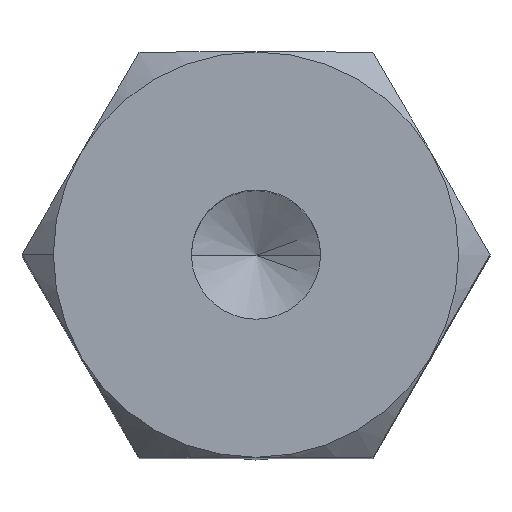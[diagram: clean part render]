
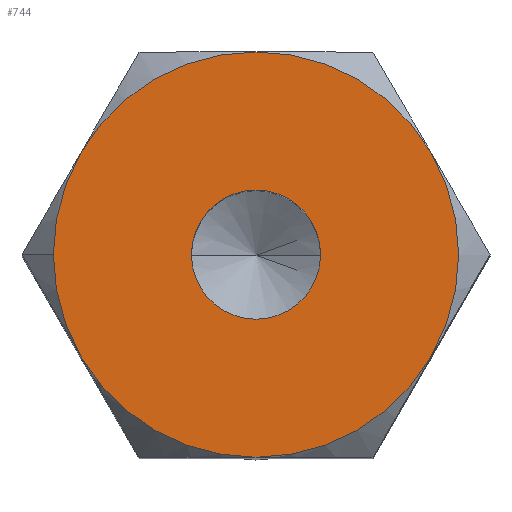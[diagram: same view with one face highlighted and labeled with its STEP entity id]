
A CAD part, top view. The second image highlights one B-rep face of the part: STEP entity #744.
In plain terms, the highlighted planar face has unit normal (0, 0, 1).
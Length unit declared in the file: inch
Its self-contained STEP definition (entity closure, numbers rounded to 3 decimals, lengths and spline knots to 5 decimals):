
#22 = CARTESIAN_POINT ( 'NONE',  ( 0., 0., 1.013 ) ) ;
#28 = CARTESIAN_POINT ( 'NONE',  ( 0.21607, 0.12475, 1.013 ) ) ;
#59 = AXIS2_PLACEMENT_3D ( 'NONE', #1003, #1105, #1329 ) ;
#80 = DIRECTION ( 'NONE',  ( 1., 0., 0. ) ) ;
#105 = VERTEX_POINT ( 'NONE', #393 ) ;
#106 = CARTESIAN_POINT ( 'NONE',  ( 0., -0.2495, 1.013 ) ) ;
#110 = AXIS2_PLACEMENT_3D ( 'NONE', #158, #1167, #528 ) ;
#136 = DIRECTION ( 'NONE',  ( 0., 0., -1. ) ) ;
#138 = AXIS2_PLACEMENT_3D ( 'NONE', #1308, #315, #1203 ) ;
#148 = ORIENTED_EDGE ( 'NONE', *, *, #1431, .F. ) ;
#155 = VERTEX_POINT ( 'NONE', #835 ) ;
#158 = CARTESIAN_POINT ( 'NONE',  ( 0., 0., 1.013 ) ) ;
#176 = ORIENTED_EDGE ( 'NONE', *, *, #1275, .F. ) ;
#195 = DIRECTION ( 'NONE',  ( 0., 0., 1. ) ) ;
#203 = ORIENTED_EDGE ( 'NONE', *, *, #761, .F. ) ;
#228 = AXIS2_PLACEMENT_3D ( 'NONE', #22, #136, #1265 ) ;
#229 = VERTEX_POINT ( 'NONE', #236 ) ;
#236 = CARTESIAN_POINT ( 'NONE',  ( 0.21607, -0.12475, 1.013 ) ) ;
#239 = VERTEX_POINT ( 'NONE', #28 ) ;
#256 = DIRECTION ( 'NONE',  ( 1., 0., 0. ) ) ;
#315 = DIRECTION ( 'NONE',  ( 0., 0., 1. ) ) ;
#322 = AXIS2_PLACEMENT_3D ( 'NONE', #1234, #586, #694 ) ;
#335 = DIRECTION ( 'NONE',  ( 0., 0., -1. ) ) ;
#380 = VERTEX_POINT ( 'NONE', #411 ) ;
#393 = CARTESIAN_POINT ( 'NONE',  ( -0.2495, 0., 1.013 ) ) ;
#402 = ORIENTED_EDGE ( 'NONE', *, *, #880, .F. ) ;
#411 = CARTESIAN_POINT ( 'NONE',  ( -0.21607, 0.12475, 1.013 ) ) ;
#420 = CARTESIAN_POINT ( 'NONE',  ( 0., 0.2495, 1.013 ) ) ;
#429 = FACE_OUTER_BOUND ( 'NONE', #1089, .T. ) ;
#445 = CARTESIAN_POINT ( 'NONE',  ( 0., 0., 1.013 ) ) ;
#451 = DIRECTION ( 'NONE',  ( 1., 0., 0. ) ) ;
#487 = CARTESIAN_POINT ( 'NONE',  ( 0., 0., 1.013 ) ) ;
#513 = ORIENTED_EDGE ( 'NONE', *, *, #1133, .F. ) ;
#528 = DIRECTION ( 'NONE',  ( 1., 0., 0. ) ) ;
#544 = ORIENTED_EDGE ( 'NONE', *, *, #752, .F. ) ;
#567 = VERTEX_POINT ( 'NONE', #1323 ) ;
#586 = DIRECTION ( 'NONE',  ( 0., 0., 1. ) ) ;
#614 = CIRCLE ( 'NONE', #110, 0.2495 ) ;
#626 = CIRCLE ( 'NONE', #59, 0.2495 ) ;
#637 = VERTEX_POINT ( 'NONE', #420 ) ;
#647 = AXIS2_PLACEMENT_3D ( 'NONE', #445, #335, #879 ) ;
#694 = DIRECTION ( 'NONE',  ( 1., 0., 0. ) ) ;
#697 = CARTESIAN_POINT ( 'NONE',  ( 0.0795, 0., 1.013 ) ) ;
#744 = ADVANCED_FACE ( 'NONE', ( #1424, #429 ), #869, .T. ) ;
#752 = EDGE_CURVE ( 'NONE', #105, #380, #1280, .T. ) ;
#753 = EDGE_LOOP ( 'NONE', ( #176, #513 ) ) ;
#761 = EDGE_CURVE ( 'NONE', #155, #105, #1069, .T. ) ;
#813 = CARTESIAN_POINT ( 'NONE',  ( 0., 0., 1.013 ) ) ;
#835 = CARTESIAN_POINT ( 'NONE',  ( -0.21607, -0.12475, 1.013 ) ) ;
#837 = CIRCLE ( 'NONE', #647, 0.2495 ) ;
#869 = PLANE ( 'NONE',  #138 ) ;
#879 = DIRECTION ( 'NONE',  ( 1., 0., 0. ) ) ;
#880 = EDGE_CURVE ( 'NONE', #239, #229, #1397, .T. ) ;
#920 = DIRECTION ( 'NONE',  ( 1., 0., 0. ) ) ;
#930 = AXIS2_PLACEMENT_3D ( 'NONE', #487, #1340, #920 ) ;
#938 = VERTEX_POINT ( 'NONE', #697 ) ;
#941 = ORIENTED_EDGE ( 'NONE', *, *, #1032, .F. ) ;
#977 = CARTESIAN_POINT ( 'NONE',  ( 0., 0., 1.013 ) ) ;
#997 = CARTESIAN_POINT ( 'NONE',  ( 0., 0., 1.013 ) ) ;
#1003 = CARTESIAN_POINT ( 'NONE',  ( 0., 0., 1.013 ) ) ;
#1032 = EDGE_CURVE ( 'NONE', #380, #637, #614, .T. ) ;
#1069 = CIRCLE ( 'NONE', #1300, 0.2495 ) ;
#1089 = EDGE_LOOP ( 'NONE', ( #1257, #402, #148, #941, #544, #203, #1370 ) ) ;
#1105 = DIRECTION ( 'NONE',  ( 0., 0., -1. ) ) ;
#1118 = CIRCLE ( 'NONE', #1238, 0.0795 ) ;
#1133 = EDGE_CURVE ( 'NONE', #567, #938, #1118, .T. ) ;
#1136 = CIRCLE ( 'NONE', #322, 0.0795 ) ;
#1161 = CIRCLE ( 'NONE', #1316, 0.2495 ) ;
#1167 = DIRECTION ( 'NONE',  ( 0., 0., -1. ) ) ;
#1203 = DIRECTION ( 'NONE',  ( 1., 0., 0. ) ) ;
#1221 = VERTEX_POINT ( 'NONE', #106 ) ;
#1234 = CARTESIAN_POINT ( 'NONE',  ( 0., 0., 1.013 ) ) ;
#1238 = AXIS2_PLACEMENT_3D ( 'NONE', #977, #195, #80 ) ;
#1256 = DIRECTION ( 'NONE',  ( 0., 0., -1. ) ) ;
#1257 = ORIENTED_EDGE ( 'NONE', *, *, #1407, .F. ) ;
#1265 = DIRECTION ( 'NONE',  ( 1., 0., 0. ) ) ;
#1268 = DIRECTION ( 'NONE',  ( 0., 0., -1. ) ) ;
#1275 = EDGE_CURVE ( 'NONE', #938, #567, #1136, .T. ) ;
#1280 = CIRCLE ( 'NONE', #228, 0.2495 ) ;
#1300 = AXIS2_PLACEMENT_3D ( 'NONE', #813, #1256, #256 ) ;
#1308 = CARTESIAN_POINT ( 'NONE',  ( 0., 0., 1.013 ) ) ;
#1316 = AXIS2_PLACEMENT_3D ( 'NONE', #997, #1268, #451 ) ;
#1323 = CARTESIAN_POINT ( 'NONE',  ( -0.0795, 0., 1.013 ) ) ;
#1329 = DIRECTION ( 'NONE',  ( 1., 0., 0. ) ) ;
#1340 = DIRECTION ( 'NONE',  ( 0., 0., -1. ) ) ;
#1361 = EDGE_CURVE ( 'NONE', #1221, #155, #626, .T. ) ;
#1370 = ORIENTED_EDGE ( 'NONE', *, *, #1361, .F. ) ;
#1397 = CIRCLE ( 'NONE', #930, 0.2495 ) ;
#1407 = EDGE_CURVE ( 'NONE', #229, #1221, #1161, .T. ) ;
#1424 = FACE_BOUND ( 'NONE', #753, .T. ) ;
#1431 = EDGE_CURVE ( 'NONE', #637, #239, #837, .T. ) ;
